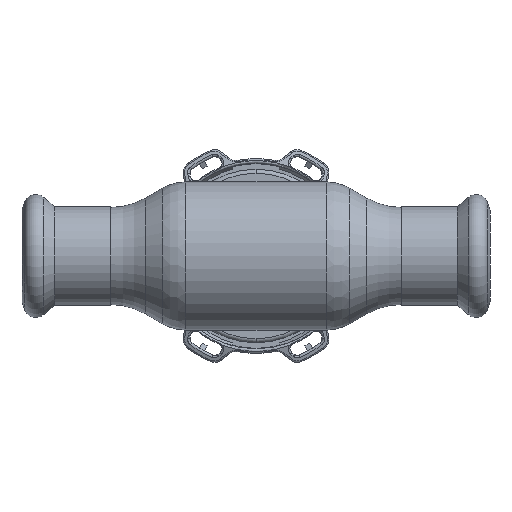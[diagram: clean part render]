
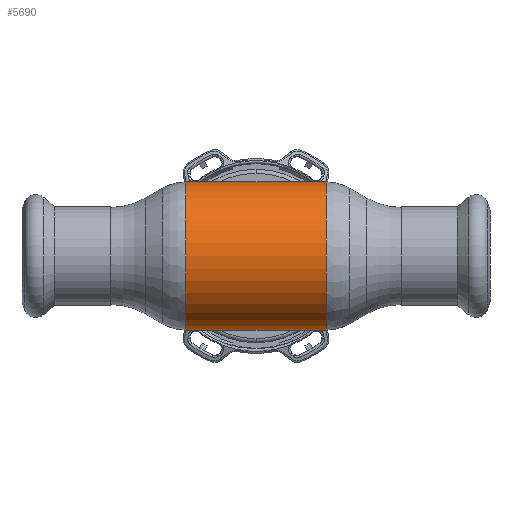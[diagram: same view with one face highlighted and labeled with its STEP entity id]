
A CAD part, front view. The second image highlights one B-rep face of the part: STEP entity #5690.
In plain terms, the highlighted cylindrical face has radius 19 mm (diameter 38 mm), a partial arc.
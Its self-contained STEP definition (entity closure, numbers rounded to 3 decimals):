
#600 = VERTEX_POINT ( 'NONE', #6952 ) ;
#1064 = CARTESIAN_POINT ( 'NONE',  ( -62.69, 0., 0. ) ) ;
#3662 = CYLINDRICAL_SURFACE ( 'NONE', #32475, 19. ) ;
#5533 = CARTESIAN_POINT ( 'NONE',  ( -18.035, 0., -19. ) ) ;
#5690 = ADVANCED_FACE ( 'NONE', ( #9938 ), #3662, .T. ) ;
#6691 = ORIENTED_EDGE ( 'NONE', *, *, #18268, .T. ) ;
#6952 = CARTESIAN_POINT ( 'NONE',  ( 18.035, 0., -19. ) ) ;
#7140 = DIRECTION ( 'NONE',  ( 0., 0., 1. ) ) ;
#7736 = DIRECTION ( 'NONE',  ( 0., 0., 1. ) ) ;
#8099 = AXIS2_PLACEMENT_3D ( 'NONE', #24468, #35628, #7736 ) ;
#8964 = VECTOR ( 'NONE', #33195, 1000. ) ;
#9579 = DIRECTION ( 'NONE',  ( -1., 0., 0. ) ) ;
#9938 = FACE_OUTER_BOUND ( 'NONE', #24623, .T. ) ;
#11291 = DIRECTION ( 'NONE',  ( -1., 0., 0. ) ) ;
#12836 = CARTESIAN_POINT ( 'NONE',  ( -18.035, 0., 0. ) ) ;
#15999 = VERTEX_POINT ( 'NONE', #5533 ) ;
#16190 = CARTESIAN_POINT ( 'NONE',  ( -62.69, 0., 19. ) ) ;
#16528 = VECTOR ( 'NONE', #11291, 1000. ) ;
#16864 = CARTESIAN_POINT ( 'NONE',  ( 18.035, 0., 19. ) ) ;
#16978 = LINE ( 'NONE', #25422, #16528 ) ;
#17033 = VERTEX_POINT ( 'NONE', #16864 ) ;
#18268 = EDGE_CURVE ( 'NONE', #600, #17033, #25128, .T. ) ;
#20697 = VERTEX_POINT ( 'NONE', #35977 ) ;
#21110 = DIRECTION ( 'NONE',  ( -1., 0., 0. ) ) ;
#22593 = ORIENTED_EDGE ( 'NONE', *, *, #32686, .F. ) ;
#23723 = DIRECTION ( 'NONE',  ( 0., 0., 1. ) ) ;
#23772 = EDGE_CURVE ( 'NONE', #15999, #20697, #35183, .T. ) ;
#24084 = AXIS2_PLACEMENT_3D ( 'NONE', #12836, #21110, #7140 ) ;
#24468 = CARTESIAN_POINT ( 'NONE',  ( 18.035, 0., 0. ) ) ;
#24623 = EDGE_LOOP ( 'NONE', ( #22593, #6691, #25785, #24997 ) ) ;
#24997 = ORIENTED_EDGE ( 'NONE', *, *, #23772, .F. ) ;
#25128 = CIRCLE ( 'NONE', #8099, 19. ) ;
#25422 = CARTESIAN_POINT ( 'NONE',  ( -62.69, 0., -19. ) ) ;
#25785 = ORIENTED_EDGE ( 'NONE', *, *, #28572, .T. ) ;
#28572 = EDGE_CURVE ( 'NONE', #17033, #20697, #30076, .T. ) ;
#30076 = LINE ( 'NONE', #16190, #8964 ) ;
#32475 = AXIS2_PLACEMENT_3D ( 'NONE', #1064, #9579, #23723 ) ;
#32686 = EDGE_CURVE ( 'NONE', #600, #15999, #16978, .T. ) ;
#33195 = DIRECTION ( 'NONE',  ( -1., 0., 0. ) ) ;
#35183 = CIRCLE ( 'NONE', #24084, 19. ) ;
#35628 = DIRECTION ( 'NONE',  ( -1., 0., 0. ) ) ;
#35977 = CARTESIAN_POINT ( 'NONE',  ( -18.035, 0., 19. ) ) ;
